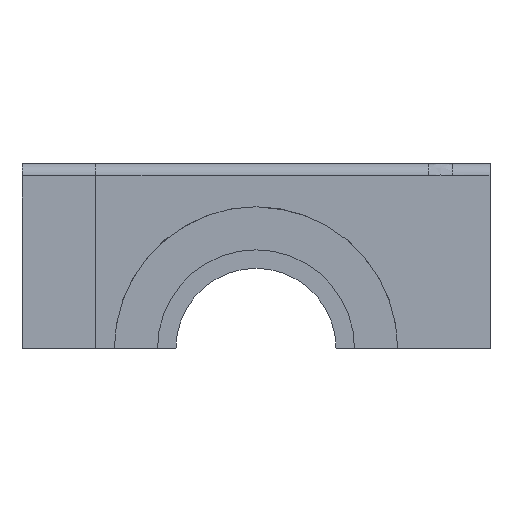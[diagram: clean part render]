
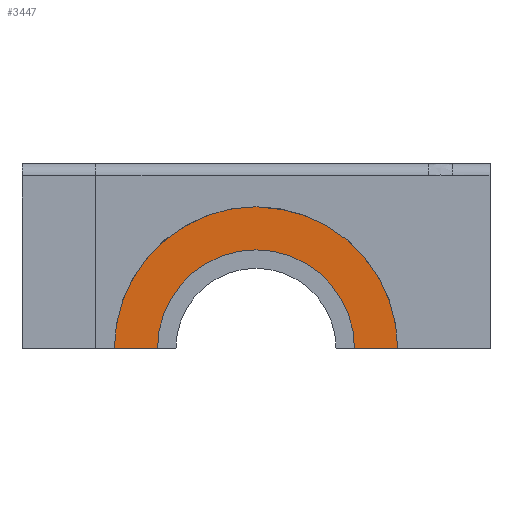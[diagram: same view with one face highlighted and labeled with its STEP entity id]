
A CAD part, front view. The second image highlights one B-rep face of the part: STEP entity #3447.
In plain terms, the highlighted planar face has unit normal (0, -1, 0).
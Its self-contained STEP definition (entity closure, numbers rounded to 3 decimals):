
#127 = PLANE('',#128);
#128 = AXIS2_PLACEMENT_3D('',#129,#130,#131);
#129 = CARTESIAN_POINT('',(-19.,9.,20.));
#130 = DIRECTION('',(0.,0.,1.));
#131 = DIRECTION('',(1.,0.,0.));
#782 = VERTEX_POINT('',#783);
#783 = CARTESIAN_POINT('',(-11.5,38.,20.));
#796 = CYLINDRICAL_SURFACE('',#797,11.5);
#797 = AXIS2_PLACEMENT_3D('',#798,#799,#800);
#798 = CARTESIAN_POINT('',(0.,9.,20.));
#799 = DIRECTION('',(0.,1.,0.));
#800 = DIRECTION('',(1.,0.,0.));
#807 = EDGE_CURVE('',#808,#782,#810,.T.);
#808 = VERTEX_POINT('',#809);
#809 = CARTESIAN_POINT('',(-8.,38.,20.));
#810 = SURFACE_CURVE('',#811,(#815,#821),.PCURVE_S1.);
#811 = LINE('',#812,#813);
#812 = CARTESIAN_POINT('',(-9.5,38.,20.));
#813 = VECTOR('',#814,1.);
#814 = DIRECTION('',(-1.,0.,0.));
#815 = PCURVE('',#127,#816);
#816 = DEFINITIONAL_REPRESENTATION('',(#817),#820);
#817 = B_SPLINE_CURVE_WITH_KNOTS('',1,(#818,#819),.UNSPECIFIED.,.F.,.F.,
  (2,2),(-23.3,4.3),.PIECEWISE_BEZIER_KNOTS.);
#818 = CARTESIAN_POINT('',(32.8,29.));
#819 = CARTESIAN_POINT('',(5.2,29.));
#820 = ( GEOMETRIC_REPRESENTATION_CONTEXT(2) 
PARAMETRIC_REPRESENTATION_CONTEXT() REPRESENTATION_CONTEXT('2D SPACE',''
  ) );
#821 = PCURVE('',#822,#827);
#822 = PLANE('',#823);
#823 = AXIS2_PLACEMENT_3D('',#824,#825,#826);
#824 = CARTESIAN_POINT('',(0.,38.,20.));
#825 = DIRECTION('',(0.,1.,0.));
#826 = DIRECTION('',(1.,0.,0.));
#827 = DEFINITIONAL_REPRESENTATION('',(#828),#831);
#828 = B_SPLINE_CURVE_WITH_KNOTS('',1,(#829,#830),.UNSPECIFIED.,.F.,.F.,
  (2,2),(-23.3,4.3),.PIECEWISE_BEZIER_KNOTS.);
#829 = CARTESIAN_POINT('',(13.8,0.));
#830 = CARTESIAN_POINT('',(-13.8,0.));
#831 = ( GEOMETRIC_REPRESENTATION_CONTEXT(2) 
PARAMETRIC_REPRESENTATION_CONTEXT() REPRESENTATION_CONTEXT('2D SPACE',''
  ) );
#848 = CYLINDRICAL_SURFACE('',#849,8.);
#849 = AXIS2_PLACEMENT_3D('',#850,#851,#852);
#850 = CARTESIAN_POINT('',(0.,38.,20.));
#851 = DIRECTION('',(0.,1.,0.));
#852 = DIRECTION('',(1.,0.,0.));
#1386 = PLANE('',#1387);
#1387 = AXIS2_PLACEMENT_3D('',#1388,#1389,#1390);
#1388 = CARTESIAN_POINT('',(-19.,9.,20.));
#1389 = DIRECTION('',(0.,0.,1.));
#1390 = DIRECTION('',(1.,0.,0.));
#2787 = VERTEX_POINT('',#2788);
#2788 = CARTESIAN_POINT('',(11.5,38.,20.));
#2809 = EDGE_CURVE('',#782,#2787,#2810,.T.);
#2810 = SURFACE_CURVE('',#2811,(#2816,#2823),.PCURVE_S1.);
#2811 = CIRCLE('',#2812,11.5);
#2812 = AXIS2_PLACEMENT_3D('',#2813,#2814,#2815);
#2813 = CARTESIAN_POINT('',(0.,38.,20.));
#2814 = DIRECTION('',(-0.,1.,0.));
#2815 = DIRECTION('',(1.,0.,0.));
#2816 = PCURVE('',#796,#2817);
#2817 = DEFINITIONAL_REPRESENTATION('',(#2818),#2822);
#2818 = LINE('',#2819,#2820);
#2819 = CARTESIAN_POINT('',(0.,29.));
#2820 = VECTOR('',#2821,1.);
#2821 = DIRECTION('',(1.,0.));
#2822 = ( GEOMETRIC_REPRESENTATION_CONTEXT(2) 
PARAMETRIC_REPRESENTATION_CONTEXT() REPRESENTATION_CONTEXT('2D SPACE',''
  ) );
#2823 = PCURVE('',#822,#2824);
#2824 = DEFINITIONAL_REPRESENTATION('',(#2825),#2829);
#2825 = CIRCLE('',#2826,11.5);
#2826 = AXIS2_PLACEMENT_2D('',#2827,#2828);
#2827 = CARTESIAN_POINT('',(0.,0.));
#2828 = DIRECTION('',(1.,0.));
#2829 = ( GEOMETRIC_REPRESENTATION_CONTEXT(2) 
PARAMETRIC_REPRESENTATION_CONTEXT() REPRESENTATION_CONTEXT('2D SPACE',''
  ) );
#3447 = ADVANCED_FACE('',(#3448),#822,.F.);
#3448 = FACE_BOUND('',#3449,.F.);
#3449 = EDGE_LOOP('',(#3450,#3451,#3472,#3494));
#3450 = ORIENTED_EDGE('',*,*,#2809,.T.);
#3451 = ORIENTED_EDGE('',*,*,#3452,.T.);
#3452 = EDGE_CURVE('',#2787,#3453,#3455,.T.);
#3453 = VERTEX_POINT('',#3454);
#3454 = CARTESIAN_POINT('',(8.,38.,20.));
#3455 = SURFACE_CURVE('',#3456,(#3460,#3466),.PCURVE_S1.);
#3456 = LINE('',#3457,#3458);
#3457 = CARTESIAN_POINT('',(-9.5,38.,20.));
#3458 = VECTOR('',#3459,1.);
#3459 = DIRECTION('',(-1.,0.,0.));
#3460 = PCURVE('',#822,#3461);
#3461 = DEFINITIONAL_REPRESENTATION('',(#3462),#3465);
#3462 = B_SPLINE_CURVE_WITH_KNOTS('',1,(#3463,#3464),.UNSPECIFIED.,.F.,
  .F.,(2,2),(-23.3,4.3),.PIECEWISE_BEZIER_KNOTS.);
#3463 = CARTESIAN_POINT('',(13.8,0.));
#3464 = CARTESIAN_POINT('',(-13.8,0.));
#3465 = ( GEOMETRIC_REPRESENTATION_CONTEXT(2) 
PARAMETRIC_REPRESENTATION_CONTEXT() REPRESENTATION_CONTEXT('2D SPACE',''
  ) );
#3466 = PCURVE('',#1386,#3467);
#3467 = DEFINITIONAL_REPRESENTATION('',(#3468),#3471);
#3468 = B_SPLINE_CURVE_WITH_KNOTS('',1,(#3469,#3470),.UNSPECIFIED.,.F.,
  .F.,(2,2),(-23.3,4.3),.PIECEWISE_BEZIER_KNOTS.);
#3469 = CARTESIAN_POINT('',(32.8,29.));
#3470 = CARTESIAN_POINT('',(5.2,29.));
#3471 = ( GEOMETRIC_REPRESENTATION_CONTEXT(2) 
PARAMETRIC_REPRESENTATION_CONTEXT() REPRESENTATION_CONTEXT('2D SPACE',''
  ) );
#3472 = ORIENTED_EDGE('',*,*,#3473,.F.);
#3473 = EDGE_CURVE('',#808,#3453,#3474,.T.);
#3474 = SURFACE_CURVE('',#3475,(#3480,#3487),.PCURVE_S1.);
#3475 = CIRCLE('',#3476,8.);
#3476 = AXIS2_PLACEMENT_3D('',#3477,#3478,#3479);
#3477 = CARTESIAN_POINT('',(0.,38.,20.));
#3478 = DIRECTION('',(-0.,1.,0.));
#3479 = DIRECTION('',(1.,0.,0.));
#3480 = PCURVE('',#822,#3481);
#3481 = DEFINITIONAL_REPRESENTATION('',(#3482),#3486);
#3482 = CIRCLE('',#3483,8.);
#3483 = AXIS2_PLACEMENT_2D('',#3484,#3485);
#3484 = CARTESIAN_POINT('',(0.,0.));
#3485 = DIRECTION('',(1.,0.));
#3486 = ( GEOMETRIC_REPRESENTATION_CONTEXT(2) 
PARAMETRIC_REPRESENTATION_CONTEXT() REPRESENTATION_CONTEXT('2D SPACE',''
  ) );
#3487 = PCURVE('',#848,#3488);
#3488 = DEFINITIONAL_REPRESENTATION('',(#3489),#3493);
#3489 = LINE('',#3490,#3491);
#3490 = CARTESIAN_POINT('',(0.,0.));
#3491 = VECTOR('',#3492,1.);
#3492 = DIRECTION('',(1.,0.));
#3493 = ( GEOMETRIC_REPRESENTATION_CONTEXT(2) 
PARAMETRIC_REPRESENTATION_CONTEXT() REPRESENTATION_CONTEXT('2D SPACE',''
  ) );
#3494 = ORIENTED_EDGE('',*,*,#807,.T.);
